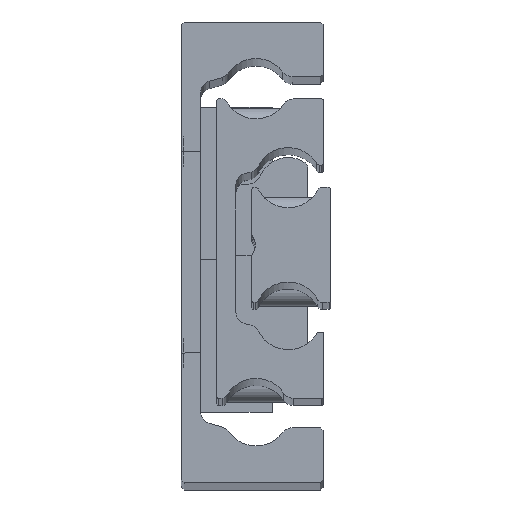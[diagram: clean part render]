
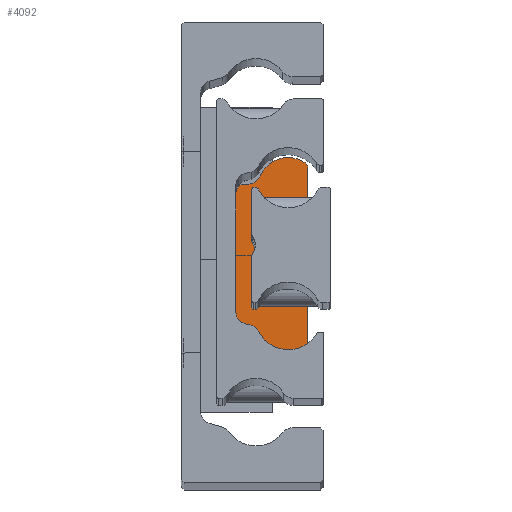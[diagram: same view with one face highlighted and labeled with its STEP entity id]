
A CAD part, top view. The second image highlights one B-rep face of the part: STEP entity #4092.
In plain terms, the highlighted planar face has unit normal (0, 0, 1).
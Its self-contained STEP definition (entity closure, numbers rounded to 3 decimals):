
#17 = VECTOR ( 'NONE', #6834, 1000. ) ;
#135 = ORIENTED_EDGE ( 'NONE', *, *, #2892, .T. ) ;
#152 = DIRECTION ( 'NONE',  ( 0., 0., 1. ) ) ;
#311 = DIRECTION ( 'NONE',  ( -1., 0., 0. ) ) ;
#388 = VERTEX_POINT ( 'NONE', #6400 ) ;
#414 = CARTESIAN_POINT ( 'NONE',  ( 15.319, -1., 7.5 ) ) ;
#563 = VERTEX_POINT ( 'NONE', #3095 ) ;
#825 = DIRECTION ( 'NONE',  ( 0., 0., 1. ) ) ;
#953 = AXIS2_PLACEMENT_3D ( 'NONE', #6962, #3834, #2506 ) ;
#1010 = AXIS2_PLACEMENT_3D ( 'NONE', #4282, #1225, #6152 ) ;
#1138 = DIRECTION ( 'NONE',  ( 0., 0., -1. ) ) ;
#1190 = AXIS2_PLACEMENT_3D ( 'NONE', #2704, #2666, #1529 ) ;
#1225 = DIRECTION ( 'NONE',  ( 0., 0., -1. ) ) ;
#1335 = EDGE_CURVE ( 'NONE', #5329, #1463, #7796, .T. ) ;
#1463 = VERTEX_POINT ( 'NONE', #6927 ) ;
#1529 = DIRECTION ( 'NONE',  ( -1., 0., 0. ) ) ;
#1552 = DIRECTION ( 'NONE',  ( 0., 0., -1. ) ) ;
#1690 = CARTESIAN_POINT ( 'NONE',  ( -13.89, -8.249, 7.5 ) ) ;
#1726 = PLANE ( 'NONE',  #5592 ) ;
#1730 = CARTESIAN_POINT ( 'NONE',  ( 16.149, -0.442, 7.5 ) ) ;
#1748 = EDGE_CURVE ( 'NONE', #3452, #5329, #1915, .T. ) ;
#1798 = CIRCLE ( 'NONE', #3982, 5.3 ) ;
#1901 = EDGE_CURVE ( 'NONE', #6285, #5229, #1798, .T. ) ;
#1915 = CIRCLE ( 'NONE', #3464, 5.3 ) ;
#2160 = VERTEX_POINT ( 'NONE', #4705 ) ;
#2184 = EDGE_CURVE ( 'NONE', #6955, #3452, #7641, .T. ) ;
#2372 = CARTESIAN_POINT ( 'NONE',  ( -11.751, -3.4, 7.5 ) ) ;
#2393 = CIRCLE ( 'NONE', #6419, 2.5 ) ;
#2495 = EDGE_CURVE ( 'NONE', #5547, #5374, #5954, .T. ) ;
#2506 = DIRECTION ( 'NONE',  ( -1., 0., 0. ) ) ;
#2507 = AXIS2_PLACEMENT_3D ( 'NONE', #4132, #1138, #6115 ) ;
#2534 = ORIENTED_EDGE ( 'NONE', *, *, #6436, .F. ) ;
#2576 = CARTESIAN_POINT ( 'NONE',  ( -10.926, -12.5, 7.5 ) ) ;
#2624 = DIRECTION ( 'NONE',  ( -1., 0., 0. ) ) ;
#2625 = CARTESIAN_POINT ( 'NONE',  ( 15.319, -12.5, 7.5 ) ) ;
#2666 = DIRECTION ( 'NONE',  ( 0., 0., 1. ) ) ;
#2704 = CARTESIAN_POINT ( 'NONE',  ( -10.926, -11., 7.5 ) ) ;
#2728 = EDGE_CURVE ( 'NONE', #5374, #563, #4400, .T. ) ;
#2824 = CIRCLE ( 'NONE', #7362, 1. ) ;
#2841 = CARTESIAN_POINT ( 'NONE',  ( 14.899, -10.536, 7.5 ) ) ;
#2892 = EDGE_CURVE ( 'NONE', #1463, #5547, #6092, .T. ) ;
#2975 = FACE_OUTER_BOUND ( 'NONE', #4333, .T. ) ;
#3071 = CIRCLE ( 'NONE', #1010, 1. ) ;
#3095 = CARTESIAN_POINT ( 'NONE',  ( 10.926, -12.5, 7.5 ) ) ;
#3232 = CARTESIAN_POINT ( 'NONE',  ( 11.751, -3.4, 7.5 ) ) ;
#3452 = VERTEX_POINT ( 'NONE', #6653 ) ;
#3464 = AXIS2_PLACEMENT_3D ( 'NONE', #2372, #6102, #4801 ) ;
#3656 = DIRECTION ( 'NONE',  ( -1., 0., 0. ) ) ;
#3834 = DIRECTION ( 'NONE',  ( 0., 0., 1. ) ) ;
#3853 = CIRCLE ( 'NONE', #6461, 2.5 ) ;
#3865 = ORIENTED_EDGE ( 'NONE', *, *, #2184, .T. ) ;
#3900 = ORIENTED_EDGE ( 'NONE', *, *, #6048, .T. ) ;
#3982 = AXIS2_PLACEMENT_3D ( 'NONE', #3232, #152, #2624 ) ;
#4004 = AXIS2_PLACEMENT_3D ( 'NONE', #5867, #4532, #311 ) ;
#4092 = ADVANCED_FACE ( 'NONE', ( #2975 ), #1726, .T. ) ;
#4132 = CARTESIAN_POINT ( 'NONE',  ( -14.899, -10.536, 7.5 ) ) ;
#4259 = AXIS2_PLACEMENT_3D ( 'NONE', #6741, #825, #3656 ) ;
#4269 = ORIENTED_EDGE ( 'NONE', *, *, #2728, .T. ) ;
#4282 = CARTESIAN_POINT ( 'NONE',  ( -15.319, -1., 7.5 ) ) ;
#4328 = CARTESIAN_POINT ( 'NONE',  ( 12.416, -10.826, 7.5 ) ) ;
#4333 = EDGE_LOOP ( 'NONE', ( #5909, #3900, #7520, #4854, #5677, #2534, #3865, #6005, #7056, #135, #7511, #4269, #4810 ) ) ;
#4400 = LINE ( 'NONE', #2625, #17 ) ;
#4447 = VERTEX_POINT ( 'NONE', #6368 ) ;
#4532 = DIRECTION ( 'NONE',  ( 0., 0., 1. ) ) ;
#4597 = VECTOR ( 'NONE', #6778, 1000. ) ;
#4674 = CARTESIAN_POINT ( 'NONE',  ( 15.319, -1., 7.5 ) ) ;
#4705 = CARTESIAN_POINT ( 'NONE',  ( 12.399, -10.536, 7.5 ) ) ;
#4714 = CARTESIAN_POINT ( 'NONE',  ( 14.899, -10.536, 7.5 ) ) ;
#4801 = DIRECTION ( 'NONE',  ( -1., 0., 0. ) ) ;
#4810 = ORIENTED_EDGE ( 'NONE', *, *, #4910, .T. ) ;
#4822 = CIRCLE ( 'NONE', #953, 1.5 ) ;
#4848 = DIRECTION ( 'NONE',  ( -1., 0., 0. ) ) ;
#4854 = ORIENTED_EDGE ( 'NONE', *, *, #7723, .T. ) ;
#4870 = LINE ( 'NONE', #6165, #4597 ) ;
#4910 = EDGE_CURVE ( 'NONE', #563, #4939, #4822, .T. ) ;
#4939 = VERTEX_POINT ( 'NONE', #4328 ) ;
#5229 = VERTEX_POINT ( 'NONE', #1730 ) ;
#5329 = VERTEX_POINT ( 'NONE', #1690 ) ;
#5374 = VERTEX_POINT ( 'NONE', #2576 ) ;
#5443 = DIRECTION ( 'NONE',  ( 0., 0., -1. ) ) ;
#5547 = VERTEX_POINT ( 'NONE', #7075 ) ;
#5571 = CARTESIAN_POINT ( 'NONE',  ( -16.149, -0.442, 7.5 ) ) ;
#5592 = AXIS2_PLACEMENT_3D ( 'NONE', #414, #7205, #6583 ) ;
#5677 = ORIENTED_EDGE ( 'NONE', *, *, #5688, .T. ) ;
#5688 = EDGE_CURVE ( 'NONE', #4447, #388, #4870, .T. ) ;
#5867 = CARTESIAN_POINT ( 'NONE',  ( -10.926, -11., 7.5 ) ) ;
#5909 = ORIENTED_EDGE ( 'NONE', *, *, #7720, .T. ) ;
#5954 = CIRCLE ( 'NONE', #4004, 1.5 ) ;
#6005 = ORIENTED_EDGE ( 'NONE', *, *, #1748, .T. ) ;
#6048 = EDGE_CURVE ( 'NONE', #2160, #6285, #2393, .T. ) ;
#6092 = CIRCLE ( 'NONE', #1190, 1.5 ) ;
#6102 = DIRECTION ( 'NONE',  ( 0., 0., 1. ) ) ;
#6115 = DIRECTION ( 'NONE',  ( -1., 0., 0. ) ) ;
#6152 = DIRECTION ( 'NONE',  ( -1., 0., 0. ) ) ;
#6165 = CARTESIAN_POINT ( 'NONE',  ( 15.319, 0., 7.5 ) ) ;
#6285 = VERTEX_POINT ( 'NONE', #6299 ) ;
#6299 = CARTESIAN_POINT ( 'NONE',  ( 13.89, -8.249, 7.5 ) ) ;
#6368 = CARTESIAN_POINT ( 'NONE',  ( 15.319, 0., 7.5 ) ) ;
#6400 = CARTESIAN_POINT ( 'NONE',  ( -15.319, 0., 7.5 ) ) ;
#6419 = AXIS2_PLACEMENT_3D ( 'NONE', #2841, #1552, #7221 ) ;
#6436 = EDGE_CURVE ( 'NONE', #6955, #388, #3071, .T. ) ;
#6461 = AXIS2_PLACEMENT_3D ( 'NONE', #4714, #5443, #4848 ) ;
#6583 = DIRECTION ( 'NONE',  ( 1., 0., 0. ) ) ;
#6653 = CARTESIAN_POINT ( 'NONE',  ( -17.051, -3.4, 7.5 ) ) ;
#6667 = DIRECTION ( 'NONE',  ( 0., 0., 1. ) ) ;
#6741 = CARTESIAN_POINT ( 'NONE',  ( -11.751, -3.4, 7.5 ) ) ;
#6778 = DIRECTION ( 'NONE',  ( -1., 0., 0. ) ) ;
#6834 = DIRECTION ( 'NONE',  ( 1., 0., 0. ) ) ;
#6927 = CARTESIAN_POINT ( 'NONE',  ( -12.416, -10.826, 7.5 ) ) ;
#6955 = VERTEX_POINT ( 'NONE', #5571 ) ;
#6962 = CARTESIAN_POINT ( 'NONE',  ( 10.926, -11., 7.5 ) ) ;
#7056 = ORIENTED_EDGE ( 'NONE', *, *, #1335, .T. ) ;
#7075 = CARTESIAN_POINT ( 'NONE',  ( -12.426, -11., 7.5 ) ) ;
#7174 = DIRECTION ( 'NONE',  ( -1., 0., 0. ) ) ;
#7205 = DIRECTION ( 'NONE',  ( 0., 0., 1. ) ) ;
#7221 = DIRECTION ( 'NONE',  ( -1., 0., 0. ) ) ;
#7362 = AXIS2_PLACEMENT_3D ( 'NONE', #4674, #6667, #7174 ) ;
#7511 = ORIENTED_EDGE ( 'NONE', *, *, #2495, .T. ) ;
#7520 = ORIENTED_EDGE ( 'NONE', *, *, #1901, .T. ) ;
#7641 = CIRCLE ( 'NONE', #4259, 5.3 ) ;
#7720 = EDGE_CURVE ( 'NONE', #4939, #2160, #3853, .T. ) ;
#7723 = EDGE_CURVE ( 'NONE', #5229, #4447, #2824, .T. ) ;
#7796 = CIRCLE ( 'NONE', #2507, 2.5 ) ;
